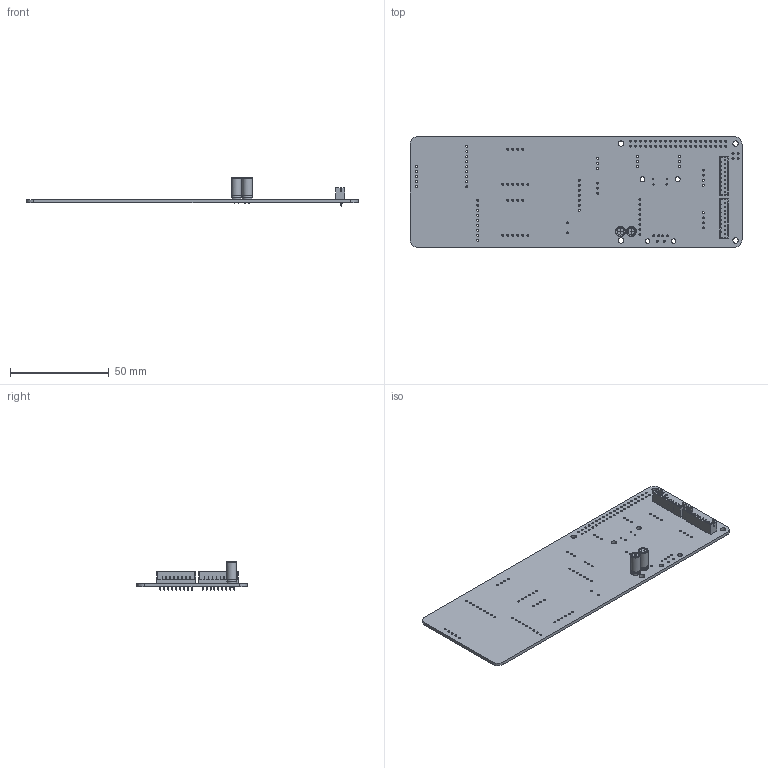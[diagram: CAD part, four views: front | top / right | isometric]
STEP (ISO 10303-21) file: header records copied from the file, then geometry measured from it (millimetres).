
FILE_DESCRIPTION(('KiCad electronic assembly'),'2;1');
FILE_NAME('Initial Schematic.step','2025-03-29T14:37:30',('Pcbnew'),( 'Kicad'),'Open CASCADE STEP processor 7.8','KiCad to STEP converter' ,'Unknown');
FILE_SCHEMA(('AUTOMOTIVE_DESIGN { 1 0 10303 214 1 1 1 1 }'));
Length unit declared in the file: millimetre
Products named in the file (6): Initial Schematic 1; C_Radial_D5.0mm_H11.0mm_P2.00mm; C_Radial_D50mm_H110mm_P200mm; JST_PH_B9B-PH-K_1x09_P2.00mm_Vertical; JST_B9B_PH_K; Initial Schematic_PCB
Assembly tree (7 placements, depth 3):
  Initial Schematic 1
    C_Radial_D5.0mm_H11.0mm_P2.00mm  x2
      C_Radial_D50mm_H110mm_P200mm
    JST_PH_B9B-PH-K_1x09_P2.00mm_Vertical  x2
      JST_B9B_PH_K
    Initial Schematic_PCB
Bounding box: 168 x 56 x 14.4 mm (x, y, z)
Volume: 15677 mm3; surface area: 21869.7 mm2
Topology: 5 solids, 7 shells, 816 faces, 2144 edges, 1384 vertices
Faces by surface type: plane 620, cylinder 186, revolution 4, bspline 4, torus 2
Full cylindrical faces by diameter (mm): 0.4 x4, 0.6 x2, 0.7 x2, 0.75 x18, 0.8 x4, 0.95 x4, 1 x115, 1.016 x11, 2.3 x2, 2.5 x2, 2.75 x4, 3.5 x6, 5 x4
Entity records: 18583 total; most frequent: CARTESIAN_POINT 2837, DIRECTION 2695, ORIENTED_EDGE 2660, EDGE_CURVE 1330, LINE 957, VECTOR 957, AXIS2_PLACEMENT_3D 868, VERTEX_POINT 864
